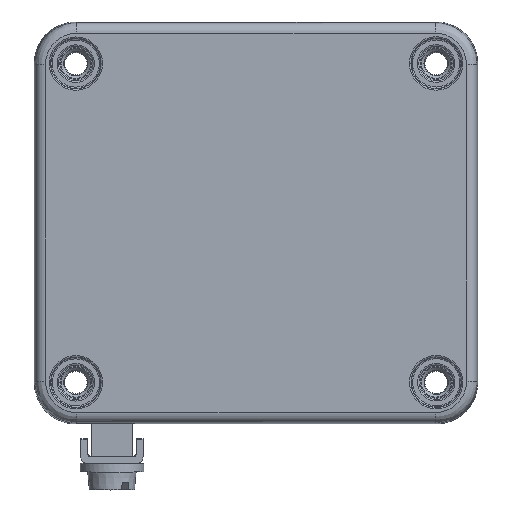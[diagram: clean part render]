
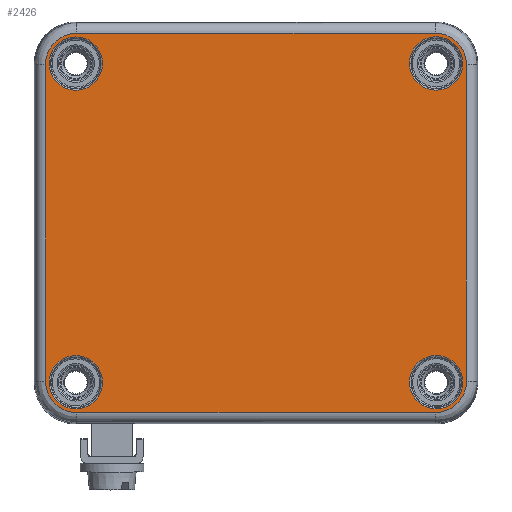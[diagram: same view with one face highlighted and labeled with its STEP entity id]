
A CAD part, top view. The second image highlights one B-rep face of the part: STEP entity #2426.
In plain terms, the highlighted face is planar.
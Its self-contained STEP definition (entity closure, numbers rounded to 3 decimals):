
#2303=CARTESIAN_POINT('',(22.153,23.,-9.0));
#2304=VERTEX_POINT('',#2303);
#2305=CARTESIAN_POINT('',(26.0,23.,-9.0));
#2306=DIRECTION('',(0.0,0.0,-1.0));
#2307=DIRECTION('',(1.0,0.0,0.0));
#2308=AXIS2_PLACEMENT_3D('',#2305,#2306,#2307);
#2309=CIRCLE('',#2308,3.847);
#2310=EDGE_CURVE('',#2304,#2304,#2309,.T.);
#2315=CARTESIAN_POINT('',(0.,0.,-9.0));
#2316=DIRECTION('',(0.0,0.0,1.0));
#2317=DIRECTION('',(1.0,0.0,0.0));
#2318=AXIS2_PLACEMENT_3D('',#2315,#2316,#2317);
#2319=PLANE('',#2318);
#2320=CARTESIAN_POINT('',(25.87,27.369,-9.0));
#2321=VERTEX_POINT('',#2320);
#2322=CARTESIAN_POINT('',(-25.87,27.369,-9.0));
#2323=VERTEX_POINT('',#2322);
#2324=CARTESIAN_POINT('',(25.87,27.369,-9.0));
#2325=DIRECTION('',(-1.0,0.0,0.0));
#2326=VECTOR('',#2325,51.739);
#2327=LINE('',#2324,#2326);
#2328=EDGE_CURVE('',#2321,#2323,#2327,.T.);
#2329=ORIENTED_EDGE('',*,*,#2328,.F.);
#2330=CARTESIAN_POINT('',(30.369,22.87,-9.0));
#2331=VERTEX_POINT('',#2330);
#2332=CARTESIAN_POINT('',(25.868,22.868,-9.0));
#2333=DIRECTION('',(0.0,0.0,1.0));
#2334=DIRECTION('',(0.707,0.707,0.0));
#2335=AXIS2_PLACEMENT_3D('',#2332,#2333,#2334);
#2336=ELLIPSE('',#2335,4.501,4.5);
#2337=EDGE_CURVE('',#2331,#2321,#2336,.T.);
#2338=ORIENTED_EDGE('',*,*,#2337,.F.);
#2339=CARTESIAN_POINT('',(30.369,-22.87,-9.0));
#2340=VERTEX_POINT('',#2339);
#2341=CARTESIAN_POINT('',(30.369,-22.87,-9.0));
#2342=DIRECTION('',(0.0,1.0,0.0));
#2343=VECTOR('',#2342,45.739);
#2344=LINE('',#2341,#2343);
#2345=EDGE_CURVE('',#2340,#2331,#2344,.T.);
#2346=ORIENTED_EDGE('',*,*,#2345,.F.);
#2347=CARTESIAN_POINT('',(25.87,-27.369,-9.0));
#2348=VERTEX_POINT('',#2347);
#2349=CARTESIAN_POINT('',(25.868,-22.868,-9.0));
#2350=DIRECTION('',(0.0,0.0,1.0));
#2351=DIRECTION('',(0.707,-0.707,0.0));
#2352=AXIS2_PLACEMENT_3D('',#2349,#2350,#2351);
#2353=ELLIPSE('',#2352,4.501,4.5);
#2354=EDGE_CURVE('',#2348,#2340,#2353,.T.);
#2355=ORIENTED_EDGE('',*,*,#2354,.F.);
#2356=CARTESIAN_POINT('',(-25.87,-27.369,-9.0));
#2357=VERTEX_POINT('',#2356);
#2358=CARTESIAN_POINT('',(-25.87,-27.369,-9.0));
#2359=DIRECTION('',(1.0,0.0,0.0));
#2360=VECTOR('',#2359,51.739);
#2361=LINE('',#2358,#2360);
#2362=EDGE_CURVE('',#2357,#2348,#2361,.T.);
#2363=ORIENTED_EDGE('',*,*,#2362,.F.);
#2364=CARTESIAN_POINT('',(-30.369,-22.87,-9.0));
#2365=VERTEX_POINT('',#2364);
#2366=CARTESIAN_POINT('',(-25.868,-22.868,-9.0));
#2367=DIRECTION('',(0.0,0.0,1.0));
#2368=DIRECTION('',(-0.707,-0.707,0.0));
#2369=AXIS2_PLACEMENT_3D('',#2366,#2367,#2368);
#2370=ELLIPSE('',#2369,4.501,4.5);
#2371=EDGE_CURVE('',#2365,#2357,#2370,.T.);
#2372=ORIENTED_EDGE('',*,*,#2371,.F.);
#2373=CARTESIAN_POINT('',(-30.369,22.87,-9.0));
#2374=VERTEX_POINT('',#2373);
#2375=CARTESIAN_POINT('',(-30.369,22.87,-9.0));
#2376=DIRECTION('',(0.0,-1.0,0.0));
#2377=VECTOR('',#2376,45.739);
#2378=LINE('',#2375,#2377);
#2379=EDGE_CURVE('',#2374,#2365,#2378,.T.);
#2380=ORIENTED_EDGE('',*,*,#2379,.F.);
#2381=CARTESIAN_POINT('',(-25.868,22.868,-9.0));
#2382=DIRECTION('',(0.0,0.0,1.0));
#2383=DIRECTION('',(-0.707,0.707,0.0));
#2384=AXIS2_PLACEMENT_3D('',#2381,#2382,#2383);
#2385=ELLIPSE('',#2384,4.501,4.5);
#2386=EDGE_CURVE('',#2323,#2374,#2385,.T.);
#2387=ORIENTED_EDGE('',*,*,#2386,.F.);
#2388=EDGE_LOOP('',(#2329,#2338,#2346,#2355,#2363,#2372,#2380,#2387));
#2389=FACE_OUTER_BOUND('',#2388,.T.);
#2390=CARTESIAN_POINT('',(22.153,-23.,-9.0));
#2391=VERTEX_POINT('',#2390);
#2392=CARTESIAN_POINT('',(26.,-23.,-9.0));
#2393=DIRECTION('',(0.0,0.0,-1.0));
#2394=DIRECTION('',(1.0,0.0,0.0));
#2395=AXIS2_PLACEMENT_3D('',#2392,#2393,#2394);
#2396=CIRCLE('',#2395,3.847);
#2397=EDGE_CURVE('',#2391,#2391,#2396,.T.);
#2398=ORIENTED_EDGE('',*,*,#2397,.F.);
#2399=EDGE_LOOP('',(#2398));
#2400=FACE_BOUND('',#2399,.T.);
#2401=CARTESIAN_POINT('',(-29.847,23.,-9.0));
#2402=VERTEX_POINT('',#2401);
#2403=CARTESIAN_POINT('',(-26.,23.,-9.0));
#2404=DIRECTION('',(0.0,0.0,-1.0));
#2405=DIRECTION('',(1.0,0.0,0.0));
#2406=AXIS2_PLACEMENT_3D('',#2403,#2404,#2405);
#2407=CIRCLE('',#2406,3.847);
#2408=EDGE_CURVE('',#2402,#2402,#2407,.T.);
#2409=ORIENTED_EDGE('',*,*,#2408,.F.);
#2410=EDGE_LOOP('',(#2409));
#2411=FACE_BOUND('',#2410,.T.);
#2412=CARTESIAN_POINT('',(-29.847,-23.,-9.0));
#2413=VERTEX_POINT('',#2412);
#2414=CARTESIAN_POINT('',(-26.,-23.,-9.0));
#2415=DIRECTION('',(0.0,0.0,-1.0));
#2416=DIRECTION('',(1.0,0.0,0.0));
#2417=AXIS2_PLACEMENT_3D('',#2414,#2415,#2416);
#2418=CIRCLE('',#2417,3.847);
#2419=EDGE_CURVE('',#2413,#2413,#2418,.T.);
#2420=ORIENTED_EDGE('',*,*,#2419,.F.);
#2421=EDGE_LOOP('',(#2420));
#2422=FACE_BOUND('',#2421,.T.);
#2423=ORIENTED_EDGE('',*,*,#2310,.F.);
#2424=EDGE_LOOP('',(#2423));
#2425=FACE_BOUND('',#2424,.T.);
#2426=ADVANCED_FACE('',(#2389,#2400,#2411,#2422,#2425),#2319,.F.);
